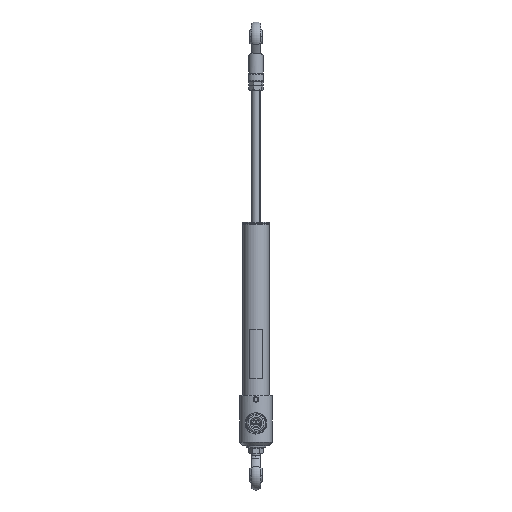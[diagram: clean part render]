
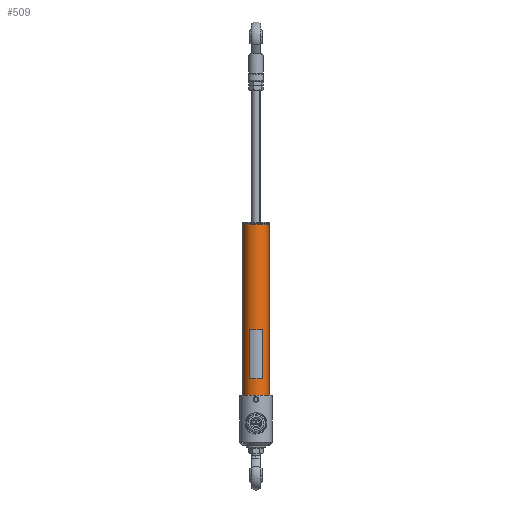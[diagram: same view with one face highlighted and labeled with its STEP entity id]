
A CAD part, front view. The second image highlights one B-rep face of the part: STEP entity #509.
In plain terms, the highlighted cylindrical face has radius 8 mm (diameter 16 mm), a partial arc.
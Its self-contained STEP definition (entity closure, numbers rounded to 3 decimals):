
#173 = EDGE_CURVE ( 'NONE', #527, #521, #1828, .T. ) ;
#176 = EDGE_CURVE ( 'NONE', #527, #514, #1829, .T. ) ;
#213 = ORIENTED_EDGE ( 'NONE', *, *, #506, .T. ) ;
#241 = ORIENTED_EDGE ( 'NONE', *, *, #526, .T. ) ;
#506 = EDGE_CURVE ( 'NONE', #529, #521, #2867, .T. ) ;
#509 = ADVANCED_FACE ( 'NONE', ( #2946 ), #2900, .T. ) ;
#511 = ORIENTED_EDGE ( 'NONE', *, *, #173, .F. ) ;
#514 = VERTEX_POINT ( 'NONE', #2971 ) ;
#521 = VERTEX_POINT ( 'NONE', #2927 ) ;
#523 = ORIENTED_EDGE ( 'NONE', *, *, #176, .T. ) ;
#526 = EDGE_CURVE ( 'NONE', #514, #529, #2992, .T. ) ;
#527 = VERTEX_POINT ( 'NONE', #3002 ) ;
#528 = EDGE_LOOP ( 'NONE', ( #511, #523, #241, #213 ) ) ;
#529 = VERTEX_POINT ( 'NONE', #2993 ) ;
#1824 = CARTESIAN_POINT ( 'NONE',  ( 0., 0., -104.5 ) ) ;
#1825 = DIRECTION ( 'NONE',  ( 0., 0., 1. ) ) ;
#1826 = VECTOR ( 'NONE', #1825, 1000. ) ;
#1827 = CARTESIAN_POINT ( 'NONE',  ( -8., 0., -113.7 ) ) ;
#1828 = LINE ( 'NONE', #1827, #1826 ) ;
#1829 = CIRCLE ( 'NONE', #1841, 8. ) ;
#1841 = AXIS2_PLACEMENT_3D ( 'NONE', #1824, #1884, #1883 ) ;
#1883 = DIRECTION ( 'NONE',  ( -1., 0., 0. ) ) ;
#1884 = DIRECTION ( 'NONE',  ( 0., 0., 1. ) ) ;
#2867 = CIRCLE ( 'NONE', #2902, 8. ) ;
#2900 = CYLINDRICAL_SURFACE ( 'NONE', #2929, 8. ) ;
#2902 = AXIS2_PLACEMENT_3D ( 'NONE', #2945, #2941, #2937 ) ;
#2927 = CARTESIAN_POINT ( 'NONE',  ( -8., 0., -0.15 ) ) ;
#2929 = AXIS2_PLACEMENT_3D ( 'NONE', #2933, #2973, #2972 ) ;
#2933 = CARTESIAN_POINT ( 'NONE',  ( 0., 0., -113.7 ) ) ;
#2937 = DIRECTION ( 'NONE',  ( 1., 0., 0. ) ) ;
#2941 = DIRECTION ( 'NONE',  ( 0., 0., -1. ) ) ;
#2945 = CARTESIAN_POINT ( 'NONE',  ( 0., 0., -0.15 ) ) ;
#2946 = FACE_OUTER_BOUND ( 'NONE', #528, .T. ) ;
#2971 = CARTESIAN_POINT ( 'NONE',  ( 8., 0., -104.5 ) ) ;
#2972 = DIRECTION ( 'NONE',  ( 1., 0., 0. ) ) ;
#2973 = DIRECTION ( 'NONE',  ( 0., 0., 1. ) ) ;
#2989 = DIRECTION ( 'NONE',  ( 0., 0., 1. ) ) ;
#2990 = VECTOR ( 'NONE', #2989, 1000. ) ;
#2991 = CARTESIAN_POINT ( 'NONE',  ( 8., 0., -113.7 ) ) ;
#2992 = LINE ( 'NONE', #2991, #2990 ) ;
#2993 = CARTESIAN_POINT ( 'NONE',  ( 8., 0., -0.15 ) ) ;
#3002 = CARTESIAN_POINT ( 'NONE',  ( -8., 0., -104.5 ) ) ;
